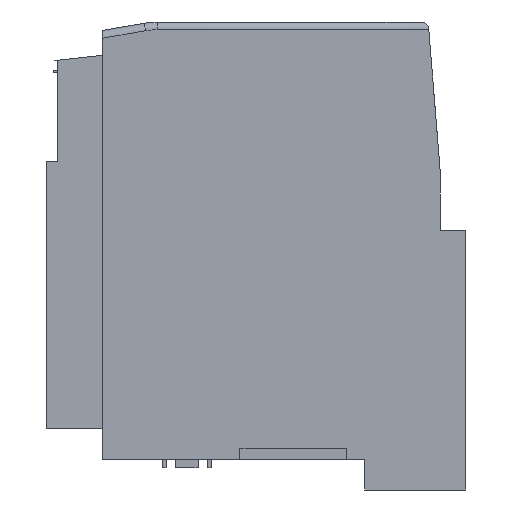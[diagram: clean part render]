
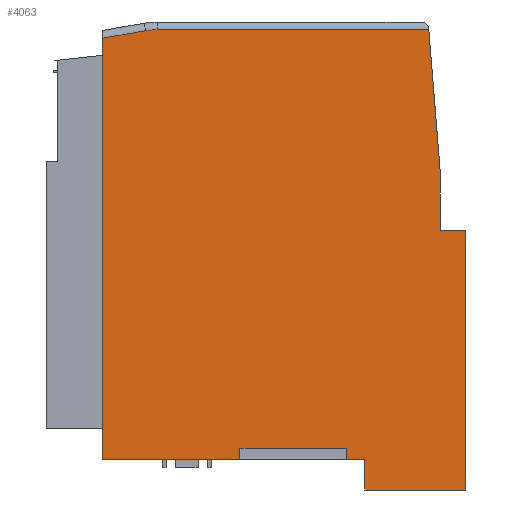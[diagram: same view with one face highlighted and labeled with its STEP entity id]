
A CAD part, left-side view. The second image highlights one B-rep face of the part: STEP entity #4063.
In plain terms, the highlighted planar face has unit normal (-1, 0, 0).
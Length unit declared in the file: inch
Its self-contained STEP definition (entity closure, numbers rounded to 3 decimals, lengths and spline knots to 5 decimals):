
#269 = VECTOR ( 'NONE', #13217, 39.37008 ) ;
#306 = LINE ( 'NONE', #12819, #269 ) ;
#638 = AXIS2_PLACEMENT_3D ( 'NONE', #9909, #9864, #9758 ) ;
#676 = DIRECTION ( 'NONE',  ( 0., 1., 0. ) ) ;
#864 = DIRECTION ( 'NONE',  ( 1., 0., 0. ) ) ;
#872 = CARTESIAN_POINT ( 'NONE',  ( -1.74606, -0.87165, 2.25787 ) ) ;
#2123 = CIRCLE ( 'NONE', #30781, 0.35433 ) ;
#2268 = CARTESIAN_POINT ( 'NONE',  ( -1.74606, 0.58951, 2.2185 ) ) ;
#2607 = VECTOR ( 'NONE', #30839, 39.37008 ) ;
#2667 = LINE ( 'NONE', #20604, #2607 ) ;
#2786 = VECTOR ( 'NONE', #30114, 39.37008 ) ;
#3578 = VERTEX_POINT ( 'NONE', #2268 ) ;
#4018 = CARTESIAN_POINT ( 'NONE',  ( -1.74606, 0.16268, 0.05906 ) ) ;
#4063 = ADVANCED_FACE ( 'NONE', ( #22895 ), #11658, .F. ) ;
#4074 = CARTESIAN_POINT ( 'NONE',  ( -1.74606, -0.87165, 0. ) ) ;
#4697 = VERTEX_POINT ( 'NONE', #16047 ) ;
#4921 = EDGE_LOOP ( 'NONE', ( #15192, #13648, #13687, #15697, #15610, #16918, #7382, #10518, #21741, #7804, #28007, #9539, #24964, #17486, #31086, #23560 ) ) ;
#4945 = LINE ( 'NONE', #7016, #5356 ) ;
#5046 = VERTEX_POINT ( 'NONE', #4018 ) ;
#5168 = CARTESIAN_POINT ( 'NONE',  ( -1.74606, 0.16268, 0. ) ) ;
#5356 = VECTOR ( 'NONE', #10810, 39.37008 ) ;
#5716 = DIRECTION ( 'NONE',  ( 0., 0., -1. ) ) ;
#5762 = VERTEX_POINT ( 'NONE', #10149 ) ;
#5963 = VERTEX_POINT ( 'NONE', #28785 ) ;
#6118 = VERTEX_POINT ( 'NONE', #7014 ) ;
#6506 = VECTOR ( 'NONE', #9020, 39.37008 ) ;
#6535 = LINE ( 'NONE', #8075, #6506 ) ;
#6640 = EDGE_CURVE ( 'NONE', #30831, #5046, #6762, .T. ) ;
#6762 = LINE ( 'NONE', #28186, #2786 ) ;
#7014 = CARTESIAN_POINT ( 'NONE',  ( -1.74606, 0.65045, 2.21322 ) ) ;
#7016 = CARTESIAN_POINT ( 'NONE',  ( -1.74606, -0.3885, 0.05906 ) ) ;
#7033 = CARTESIAN_POINT ( 'NONE',  ( -1.74606, -0.48157, -0.15748 ) ) ;
#7188 = CARTESIAN_POINT ( 'NONE',  ( -1.74606, -0.83419, 2.47245 ) ) ;
#7382 = ORIENTED_EDGE ( 'NONE', *, *, #9313, .F. ) ;
#7594 = DIRECTION ( 'NONE',  ( 0., 0., 1. ) ) ;
#7804 = ORIENTED_EDGE ( 'NONE', *, *, #30266, .T. ) ;
#8075 = CARTESIAN_POINT ( 'NONE',  ( -1.74606, -0.87165, 2.2185 ) ) ;
#8666 = VECTOR ( 'NONE', #21836, 39.37008 ) ;
#8691 = LINE ( 'NONE', #4074, #8666 ) ;
#9020 = DIRECTION ( 'NONE',  ( 0., 1., 0. ) ) ;
#9313 = EDGE_CURVE ( 'NONE', #5046, #17500, #22975, .T. ) ;
#9518 = CARTESIAN_POINT ( 'NONE',  ( -1.74606, -1.00157, -0.15748 ) ) ;
#9539 = ORIENTED_EDGE ( 'NONE', *, *, #30175, .F. ) ;
#9758 = DIRECTION ( 'NONE',  ( 0., 0., -1. ) ) ;
#9864 = DIRECTION ( 'NONE',  ( -1., 0., 0. ) ) ;
#9909 = CARTESIAN_POINT ( 'NONE',  ( -1.74606, -0.08425, 1.44847 ) ) ;
#10134 = VECTOR ( 'NONE', #28030, 39.37008 ) ;
#10149 = CARTESIAN_POINT ( 'NONE',  ( -1.74606, -0.3885, 0. ) ) ;
#10442 = VECTOR ( 'NONE', #30107, 39.37008 ) ;
#10518 = ORIENTED_EDGE ( 'NONE', *, *, #6640, .F. ) ;
#10698 = LINE ( 'NONE', #30919, #10442 ) ;
#10810 = DIRECTION ( 'NONE',  ( 0., 0., -1. ) ) ;
#10942 = EDGE_CURVE ( 'NONE', #23968, #3578, #6535, .T. ) ;
#11658 = PLANE ( 'NONE',  #25898 ) ;
#12107 = VERTEX_POINT ( 'NONE', #28810 ) ;
#12819 = CARTESIAN_POINT ( 'NONE',  ( -1.74606, -0.80866, 2.25787 ) ) ;
#13005 = EDGE_CURVE ( 'NONE', #6118, #29625, #17357, .T. ) ;
#13217 = DIRECTION ( 'NONE',  ( 0., -0.081, -0.997 ) ) ;
#13234 = LINE ( 'NONE', #25994, #10134 ) ;
#13648 = ORIENTED_EDGE ( 'NONE', *, *, #10942, .T. ) ;
#13687 = ORIENTED_EDGE ( 'NONE', *, *, #14715, .T. ) ;
#14022 = DIRECTION ( 'NONE',  ( 0., 0., -1. ) ) ;
#14715 = EDGE_CURVE ( 'NONE', #3578, #6118, #2123, .T. ) ;
#14929 = CARTESIAN_POINT ( 'NONE',  ( -1.74606, 0.87165, 0. ) ) ;
#15192 = ORIENTED_EDGE ( 'NONE', *, *, #26600, .F. ) ;
#15610 = ORIENTED_EDGE ( 'NONE', *, *, #30525, .T. ) ;
#15697 = ORIENTED_EDGE ( 'NONE', *, *, #13005, .T. ) ;
#16047 = CARTESIAN_POINT ( 'NONE',  ( -1.74606, -0.87165, 1.18307 ) ) ;
#16866 = CARTESIAN_POINT ( 'NONE',  ( -1.74606, -0.81185, 2.2185 ) ) ;
#16918 = ORIENTED_EDGE ( 'NONE', *, *, #19301, .T. ) ;
#17246 = EDGE_CURVE ( 'NONE', #5963, #27850, #13234, .T. ) ;
#17329 = VECTOR ( 'NONE', #19343, 39.37008 ) ;
#17357 = LINE ( 'NONE', #7188, #17329 ) ;
#17486 = ORIENTED_EDGE ( 'NONE', *, *, #20669, .T. ) ;
#17500 = VERTEX_POINT ( 'NONE', #5168 ) ;
#17906 = DIRECTION ( 'NONE',  ( 0., 0., -1. ) ) ;
#17934 = DIRECTION ( 'NONE',  ( -1., 0., 0. ) ) ;
#18053 = CARTESIAN_POINT ( 'NONE',  ( -1.74606, -0.48157, -0.15748 ) ) ;
#18246 = EDGE_CURVE ( 'NONE', #30831, #5762, #4945, .T. ) ;
#19132 = CARTESIAN_POINT ( 'NONE',  ( -1.74606, 0.58951, 1.86417 ) ) ;
#19301 = EDGE_CURVE ( 'NONE', #25593, #17500, #28356, .T. ) ;
#19343 = DIRECTION ( 'NONE',  ( 0., 0.985, -0.172 ) ) ;
#19591 = EDGE_CURVE ( 'NONE', #27110, #12107, #31238, .T. ) ;
#20604 = CARTESIAN_POINT ( 'NONE',  ( -1.74606, 0.87165, 2.25787 ) ) ;
#20669 = EDGE_CURVE ( 'NONE', #5963, #4697, #21890, .T. ) ;
#21415 = VECTOR ( 'NONE', #7594, 39.37008 ) ;
#21540 = LINE ( 'NONE', #7033, #21415 ) ;
#21741 = ORIENTED_EDGE ( 'NONE', *, *, #18246, .T. ) ;
#21747 = VECTOR ( 'NONE', #676, 39.37008 ) ;
#21836 = DIRECTION ( 'NONE',  ( 0., -1., 0. ) ) ;
#21890 = LINE ( 'NONE', #31724, #21747 ) ;
#22895 = FACE_OUTER_BOUND ( 'NONE', #4921, .T. ) ;
#22975 = LINE ( 'NONE', #23782, #23003 ) ;
#23003 = VECTOR ( 'NONE', #24140, 39.37008 ) ;
#23448 = CARTESIAN_POINT ( 'NONE',  ( -1.74606, -0.87165, 1.44847 ) ) ;
#23560 = ORIENTED_EDGE ( 'NONE', *, *, #19591, .T. ) ;
#23705 = VERTEX_POINT ( 'NONE', #18053 ) ;
#23782 = CARTESIAN_POINT ( 'NONE',  ( -1.74606, 0.16268, 0.05906 ) ) ;
#23898 = DIRECTION ( 'NONE',  ( 0., -1., 0. ) ) ;
#23967 = CARTESIAN_POINT ( 'NONE',  ( -1.74606, -0.87165, 0. ) ) ;
#23968 = VERTEX_POINT ( 'NONE', #16866 ) ;
#24140 = DIRECTION ( 'NONE',  ( 0., 0., -1. ) ) ;
#24964 = ORIENTED_EDGE ( 'NONE', *, *, #17246, .F. ) ;
#25458 = EDGE_CURVE ( 'NONE', #23705, #30415, #21540, .T. ) ;
#25593 = VERTEX_POINT ( 'NONE', #14929 ) ;
#25898 = AXIS2_PLACEMENT_3D ( 'NONE', #872, #864, #5716 ) ;
#25994 = CARTESIAN_POINT ( 'NONE',  ( -1.74606, -1.00157, 1.18307 ) ) ;
#26600 = EDGE_CURVE ( 'NONE', #23968, #12107, #306, .T. ) ;
#27110 = VERTEX_POINT ( 'NONE', #23448 ) ;
#27850 = VERTEX_POINT ( 'NONE', #9518 ) ;
#27994 = VECTOR ( 'NONE', #23898, 39.37008 ) ;
#28007 = ORIENTED_EDGE ( 'NONE', *, *, #25458, .F. ) ;
#28030 = DIRECTION ( 'NONE',  ( 0., 0., -1. ) ) ;
#28186 = CARTESIAN_POINT ( 'NONE',  ( -1.74606, 0., 0.05906 ) ) ;
#28356 = LINE ( 'NONE', #23967, #27994 ) ;
#28785 = CARTESIAN_POINT ( 'NONE',  ( -1.74606, -1.00157, 1.18307 ) ) ;
#28810 = CARTESIAN_POINT ( 'NONE',  ( -1.74606, -0.86908, 1.51205 ) ) ;
#29288 = CARTESIAN_POINT ( 'NONE',  ( -1.74606, -0.87165, 2.25787 ) ) ;
#29625 = VERTEX_POINT ( 'NONE', #31839 ) ;
#30008 = LINE ( 'NONE', #29288, #30102 ) ;
#30102 = VECTOR ( 'NONE', #14022, 39.37008 ) ;
#30107 = DIRECTION ( 'NONE',  ( 0., 1., 0. ) ) ;
#30114 = DIRECTION ( 'NONE',  ( 0., 1., 0. ) ) ;
#30136 = CARTESIAN_POINT ( 'NONE',  ( -1.74606, -0.3885, 0.05906 ) ) ;
#30175 = EDGE_CURVE ( 'NONE', #27850, #23705, #10698, .T. ) ;
#30266 = EDGE_CURVE ( 'NONE', #5762, #30415, #8691, .T. ) ;
#30415 = VERTEX_POINT ( 'NONE', #32617 ) ;
#30525 = EDGE_CURVE ( 'NONE', #29625, #25593, #2667, .T. ) ;
#30781 = AXIS2_PLACEMENT_3D ( 'NONE', #19132, #17934, #17906 ) ;
#30831 = VERTEX_POINT ( 'NONE', #30136 ) ;
#30839 = DIRECTION ( 'NONE',  ( 0., 0., -1. ) ) ;
#30919 = CARTESIAN_POINT ( 'NONE',  ( -1.74606, -0.48157, -0.15748 ) ) ;
#31086 = ORIENTED_EDGE ( 'NONE', *, *, #31422, .F. ) ;
#31238 = CIRCLE ( 'NONE', #638, 0.7874 ) ;
#31422 = EDGE_CURVE ( 'NONE', #27110, #4697, #30008, .T. ) ;
#31724 = CARTESIAN_POINT ( 'NONE',  ( -1.74606, -1.00157, 1.18307 ) ) ;
#31839 = CARTESIAN_POINT ( 'NONE',  ( -1.74606, 0.87165, 2.1746 ) ) ;
#32617 = CARTESIAN_POINT ( 'NONE',  ( -1.74606, -0.48157, 0. ) ) ;
